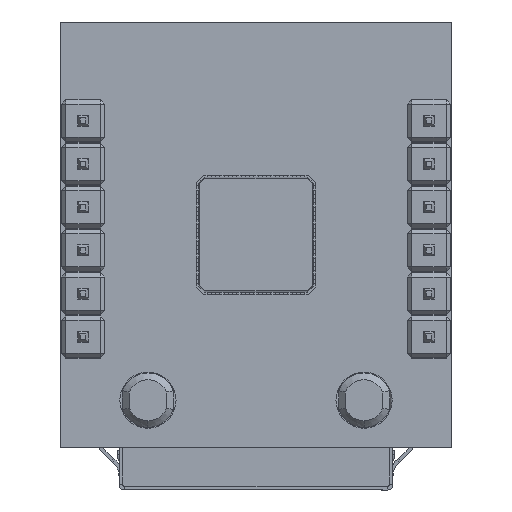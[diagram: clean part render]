
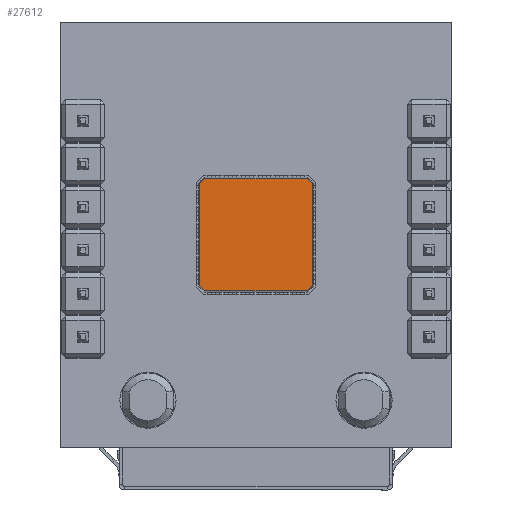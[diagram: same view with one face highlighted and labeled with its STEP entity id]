
A CAD part, front view. The second image highlights one B-rep face of the part: STEP entity #27612.
In plain terms, the highlighted face is planar.
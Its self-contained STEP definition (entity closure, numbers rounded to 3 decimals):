
#209 = LINE ( 'NONE', #47298, #16137 ) ;
#1143 = DIRECTION ( 'NONE',  ( 0., 0., -1. ) ) ;
#1848 = DIRECTION ( 'NONE',  ( -0.707, 0., -0.707 ) ) ;
#1866 = CARTESIAN_POINT ( 'NONE',  ( 3.301, 0.9, 3.028 ) ) ;
#2167 = CARTESIAN_POINT ( 'NONE',  ( 0., 0.9, 0. ) ) ;
#2370 = VERTEX_POINT ( 'NONE', #36472 ) ;
#4559 = ORIENTED_EDGE ( 'NONE', *, *, #45507, .T. ) ;
#4725 = VERTEX_POINT ( 'NONE', #25977 ) ;
#5444 = ORIENTED_EDGE ( 'NONE', *, *, #26678, .T. ) ;
#6241 = VERTEX_POINT ( 'NONE', #51663 ) ;
#8868 = LINE ( 'NONE', #1866, #21413 ) ;
#9044 = LINE ( 'NONE', #50922, #34844 ) ;
#10070 = FACE_OUTER_BOUND ( 'NONE', #25466, .T. ) ;
#10202 = DIRECTION ( 'NONE',  ( 0.707, 0., -0.707 ) ) ;
#10663 = EDGE_CURVE ( 'NONE', #6241, #40255, #209, .T. ) ;
#10802 = EDGE_CURVE ( 'NONE', #4725, #24319, #8868, .T. ) ;
#12104 = ORIENTED_EDGE ( 'NONE', *, *, #10802, .T. ) ;
#14542 = VERTEX_POINT ( 'NONE', #28679 ) ;
#15321 = CARTESIAN_POINT ( 'NONE',  ( 2.998, 0.9, 3.301 ) ) ;
#16137 = VECTOR ( 'NONE', #34680, 1000. ) ;
#16395 = DIRECTION ( 'NONE',  ( 0., 0., 1. ) ) ;
#20094 = DIRECTION ( 'NONE',  ( 0., 1., 0. ) ) ;
#20131 = ORIENTED_EDGE ( 'NONE', *, *, #24186, .T. ) ;
#21413 = VECTOR ( 'NONE', #1143, 1000. ) ;
#21428 = LINE ( 'NONE', #27207, #46628 ) ;
#23316 = PLANE ( 'NONE',  #47957 ) ;
#23509 = ORIENTED_EDGE ( 'NONE', *, *, #47357, .T. ) ;
#24186 = EDGE_CURVE ( 'NONE', #14542, #2370, #43398, .T. ) ;
#24319 = VERTEX_POINT ( 'NONE', #34593 ) ;
#25466 = EDGE_LOOP ( 'NONE', ( #5444, #23509, #20131, #46428, #34528, #28706, #4559, #12104 ) ) ;
#25977 = CARTESIAN_POINT ( 'NONE',  ( 3.301, 0.9, 2.998 ) ) ;
#26678 = EDGE_CURVE ( 'NONE', #24319, #37856, #21428, .T. ) ;
#27207 = CARTESIAN_POINT ( 'NONE',  ( 3.323, 0.9, -2.976 ) ) ;
#27612 = ADVANCED_FACE ( 'NONE', ( #10070 ), #23316, .T. ) ;
#28679 = CARTESIAN_POINT ( 'NONE',  ( -2.998, 0.9, -3.301 ) ) ;
#28706 = ORIENTED_EDGE ( 'NONE', *, *, #54902, .T. ) ;
#30390 = CARTESIAN_POINT ( 'NONE',  ( 2.976, 0.9, 3.323 ) ) ;
#30631 = VECTOR ( 'NONE', #10202, 1000. ) ;
#30951 = CARTESIAN_POINT ( 'NONE',  ( -2.998, 0.9, 3.301 ) ) ;
#33286 = DIRECTION ( 'NONE',  ( 0., 0., 1. ) ) ;
#33302 = DIRECTION ( 'NONE',  ( -0.707, 0., 0.707 ) ) ;
#34528 = ORIENTED_EDGE ( 'NONE', *, *, #10663, .T. ) ;
#34593 = CARTESIAN_POINT ( 'NONE',  ( 3.301, 0.9, -2.998 ) ) ;
#34680 = DIRECTION ( 'NONE',  ( 0.707, 0., 0.707 ) ) ;
#34844 = VECTOR ( 'NONE', #33286, 1000. ) ;
#35104 = VECTOR ( 'NONE', #37766, 1000. ) ;
#36472 = CARTESIAN_POINT ( 'NONE',  ( -3.301, 0.9, -2.998 ) ) ;
#37766 = DIRECTION ( 'NONE',  ( 1., 0., 0. ) ) ;
#37856 = VERTEX_POINT ( 'NONE', #50948 ) ;
#40255 = VERTEX_POINT ( 'NONE', #30951 ) ;
#40983 = DIRECTION ( 'NONE',  ( -1., 0., 0. ) ) ;
#41932 = LINE ( 'NONE', #30390, #30631 ) ;
#43398 = LINE ( 'NONE', #46281, #51389 ) ;
#43744 = LINE ( 'NONE', #47023, #35104 ) ;
#45507 = EDGE_CURVE ( 'NONE', #47840, #4725, #41932, .T. ) ;
#46281 = CARTESIAN_POINT ( 'NONE',  ( -2.976, 0.9, -3.323 ) ) ;
#46428 = ORIENTED_EDGE ( 'NONE', *, *, #48097, .T. ) ;
#46628 = VECTOR ( 'NONE', #1848, 1000. ) ;
#47023 = CARTESIAN_POINT ( 'NONE',  ( -3.028, 0.9, 3.301 ) ) ;
#47298 = CARTESIAN_POINT ( 'NONE',  ( -3.323, 0.9, 2.976 ) ) ;
#47357 = EDGE_CURVE ( 'NONE', #37856, #14542, #54913, .T. ) ;
#47840 = VERTEX_POINT ( 'NONE', #15321 ) ;
#47957 = AXIS2_PLACEMENT_3D ( 'NONE', #2167, #20094, #16395 ) ;
#48097 = EDGE_CURVE ( 'NONE', #2370, #6241, #9044, .T. ) ;
#50922 = CARTESIAN_POINT ( 'NONE',  ( -3.301, 0.9, -3.028 ) ) ;
#50948 = CARTESIAN_POINT ( 'NONE',  ( 2.998, 0.9, -3.301 ) ) ;
#51389 = VECTOR ( 'NONE', #33302, 1000. ) ;
#51663 = CARTESIAN_POINT ( 'NONE',  ( -3.301, 0.9, 2.998 ) ) ;
#52850 = VECTOR ( 'NONE', #40983, 1000. ) ;
#54188 = CARTESIAN_POINT ( 'NONE',  ( 3.028, 0.9, -3.301 ) ) ;
#54902 = EDGE_CURVE ( 'NONE', #40255, #47840, #43744, .T. ) ;
#54913 = LINE ( 'NONE', #54188, #52850 ) ;
